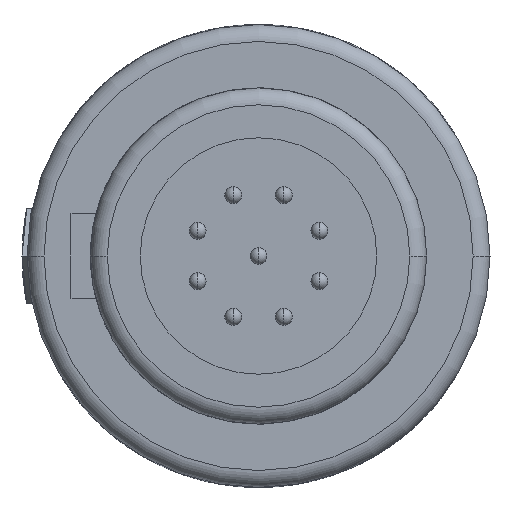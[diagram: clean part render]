
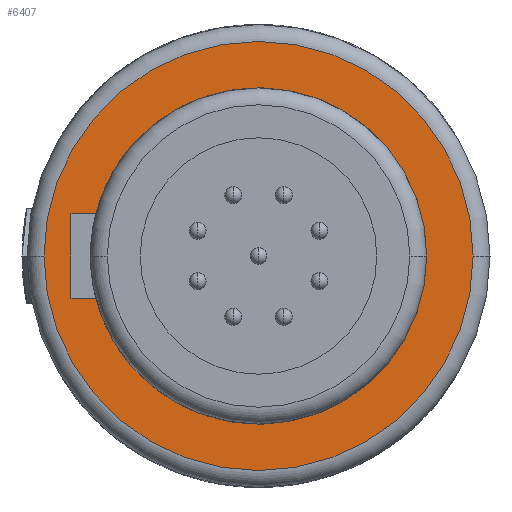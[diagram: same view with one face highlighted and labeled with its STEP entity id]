
A CAD part, left-side view. The second image highlights one B-rep face of the part: STEP entity #6407.
In plain terms, the highlighted planar face has unit normal (-1, 0, 0).
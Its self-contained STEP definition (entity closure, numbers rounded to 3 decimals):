
#1829=CARTESIAN_POINT('',(-6.7,0.,0.));
#1830=DIRECTION('',(-1.,0.,0.));
#1831=DIRECTION('',(0.,-1.,0.));
#1832=AXIS2_PLACEMENT_3D('',#1829,#1830,#1831);
#1834=CARTESIAN_POINT('',(-6.7,0.,0.));
#1835=DIRECTION('',(-1.,0.,0.));
#1836=DIRECTION('',(0.,1.,0.));
#1837=AXIS2_PLACEMENT_3D('',#1834,#1835,#1836);
#1839=DIRECTION('',(0.,1.,0.));
#1840=VECTOR('',#1839,0.735);
#1841=CARTESIAN_POINT('',(-6.7,4.815,-1.25));
#1842=LINE('',#1841,#1840);
#1843=DIRECTION('',(0.,1.,0.));
#1844=VECTOR('',#1843,0.735);
#1845=CARTESIAN_POINT('',(-6.7,4.815,1.25));
#1846=LINE('',#1845,#1844);
#1847=DIRECTION('',(0.,0.,1.));
#1848=VECTOR('',#1847,2.5);
#1849=CARTESIAN_POINT('',(-6.7,5.55,-1.25));
#1850=LINE('',#1849,#1848);
#1876=CARTESIAN_POINT('',(-6.7,0.,0.));
#1877=DIRECTION('',(1.,0.,0.));
#1878=DIRECTION('',(0.,0.968,0.251));
#1879=AXIS2_PLACEMENT_3D('',#1876,#1877,#1878);
#1913=CARTESIAN_POINT('',(-6.7,0.,0.));
#1914=DIRECTION('',(-1.,0.,0.));
#1915=DIRECTION('',(0.,0.968,-0.251));
#1916=AXIS2_PLACEMENT_3D('',#1913,#1914,#1915);
#3465=CARTESIAN_POINT('',(-6.7,-6.35,0.));
#3466=CARTESIAN_POINT('',(-6.7,6.35,0.));
#3467=VERTEX_POINT('',#3465);
#3468=VERTEX_POINT('',#3466);
#3481=CARTESIAN_POINT('',(-6.7,-4.975,0.));
#3482=VERTEX_POINT('',#3481);
#3985=CARTESIAN_POINT('',(-6.7,4.815,-1.25));
#3986=CARTESIAN_POINT('',(-6.7,5.55,-1.25));
#3987=VERTEX_POINT('',#3985);
#3988=VERTEX_POINT('',#3986);
#3989=CARTESIAN_POINT('',(-6.7,4.815,1.25));
#3990=CARTESIAN_POINT('',(-6.7,5.55,1.25));
#3991=VERTEX_POINT('',#3989);
#3992=VERTEX_POINT('',#3990);
#6385=CARTESIAN_POINT('',(-6.7,0.,0.));
#6386=DIRECTION('',(1.,0.,0.));
#6387=DIRECTION('',(0.,-1.,0.));
#6388=AXIS2_PLACEMENT_3D('',#6385,#6386,#6387);
#6389=PLANE('',#6388);
#6391=ORIENTED_EDGE('',*,*,#6390,.F.);
#6392=ORIENTED_EDGE('',*,*,#6368,.F.);
#6393=EDGE_LOOP('',(#6391,#6392));
#6394=FACE_OUTER_BOUND('',#6393,.F.);
#6396=ORIENTED_EDGE('',*,*,#6395,.F.);
#6398=ORIENTED_EDGE('',*,*,#6397,.T.);
#6400=ORIENTED_EDGE('',*,*,#6399,.F.);
#6402=ORIENTED_EDGE('',*,*,#6401,.T.);
#6404=ORIENTED_EDGE('',*,*,#6403,.F.);
#6405=EDGE_LOOP('',(#6396,#6398,#6400,#6402,#6404));
#6406=FACE_BOUND('',#6405,.F.);
#1833=CIRCLE('',#1832,6.35);
#1838=CIRCLE('',#1837,6.35);
#1880=CIRCLE('',#1879,4.975);
#1917=CIRCLE('',#1916,4.975);
#6368=EDGE_CURVE('',#3468,#3467,#1838,.T.);
#6390=EDGE_CURVE('',#3467,#3468,#1833,.T.);
#6395=EDGE_CURVE('',#3987,#3988,#1842,.T.);
#6397=EDGE_CURVE('',#3987,#3482,#1917,.T.);
#6399=EDGE_CURVE('',#3991,#3482,#1880,.T.);
#6401=EDGE_CURVE('',#3991,#3992,#1846,.T.);
#6403=EDGE_CURVE('',#3988,#3992,#1850,.T.);
#6407=ADVANCED_FACE('',(#6394,#6406),#6389,.F.);
